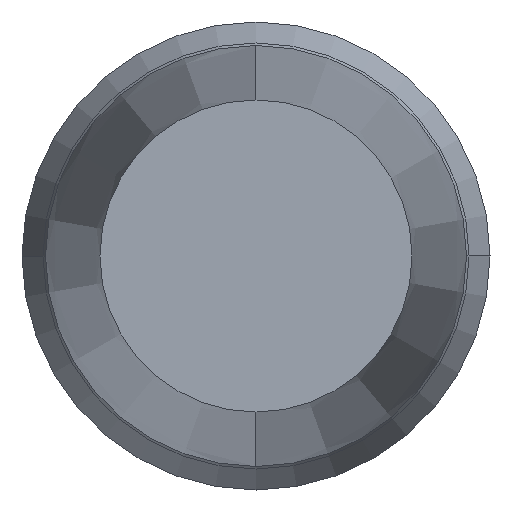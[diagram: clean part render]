
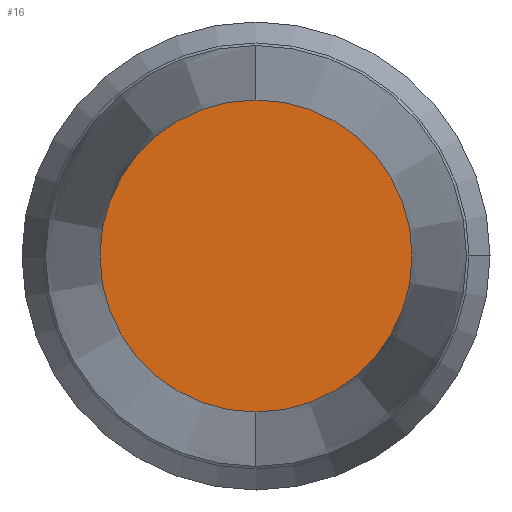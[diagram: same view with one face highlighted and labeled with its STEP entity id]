
A CAD part, front view. The second image highlights one B-rep face of the part: STEP entity #16.
In plain terms, the highlighted planar face has unit normal (0, -1, 0).
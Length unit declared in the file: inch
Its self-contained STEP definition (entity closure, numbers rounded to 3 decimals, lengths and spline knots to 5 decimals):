
#16 = ADVANCED_FACE ( 'NONE', ( #49 ), #416, .T. ) ;
#23 = ORIENTED_EDGE ( 'NONE', *, *, #285, .T. ) ;
#49 = FACE_OUTER_BOUND ( 'NONE', #242, .T. ) ;
#121 = DIRECTION ( 'NONE',  ( 0., 0., -1. ) ) ;
#129 = DIRECTION ( 'NONE',  ( 0., 0., -1. ) ) ;
#145 = CARTESIAN_POINT ( 'NONE',  ( 0., 0., 0. ) ) ;
#159 = DIRECTION ( 'NONE',  ( 0., -1., 0. ) ) ;
#181 = CARTESIAN_POINT ( 'NONE',  ( 0., 0., 0. ) ) ;
#183 = DIRECTION ( 'NONE',  ( 0., 0., -1. ) ) ;
#201 = AXIS2_PLACEMENT_3D ( 'NONE', #181, #159, #121 ) ;
#207 = CARTESIAN_POINT ( 'NONE',  ( 0., 0., 0.0625 ) ) ;
#242 = EDGE_LOOP ( 'NONE', ( #23, #431 ) ) ;
#248 = DIRECTION ( 'NONE',  ( 0., -1., 0. ) ) ;
#265 = DIRECTION ( 'NONE',  ( 0., -1., 0. ) ) ;
#266 = EDGE_CURVE ( 'NONE', #365, #405, #321, .T. ) ;
#285 = EDGE_CURVE ( 'NONE', #405, #365, #286, .T. ) ;
#286 = CIRCLE ( 'NONE', #292, 0.0625 ) ;
#292 = AXIS2_PLACEMENT_3D ( 'NONE', #401, #265, #129 ) ;
#321 = CIRCLE ( 'NONE', #201, 0.0625 ) ;
#323 = AXIS2_PLACEMENT_3D ( 'NONE', #145, #248, #183 ) ;
#356 = CARTESIAN_POINT ( 'NONE',  ( 0., 0., -0.0625 ) ) ;
#365 = VERTEX_POINT ( 'NONE', #356 ) ;
#401 = CARTESIAN_POINT ( 'NONE',  ( 0., 0., 0. ) ) ;
#405 = VERTEX_POINT ( 'NONE', #207 ) ;
#416 = PLANE ( 'NONE',  #323 ) ;
#431 = ORIENTED_EDGE ( 'NONE', *, *, #266, .T. ) ;
